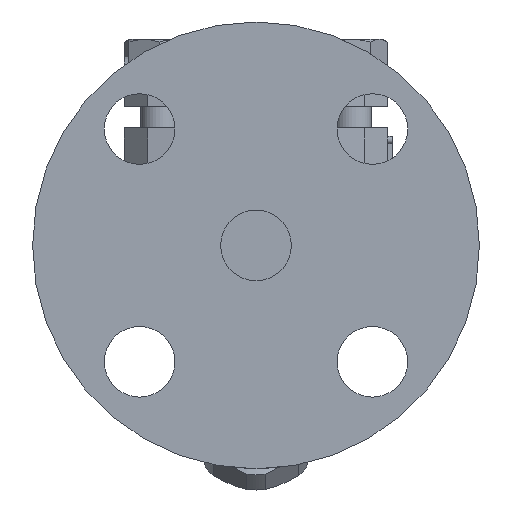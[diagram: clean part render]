
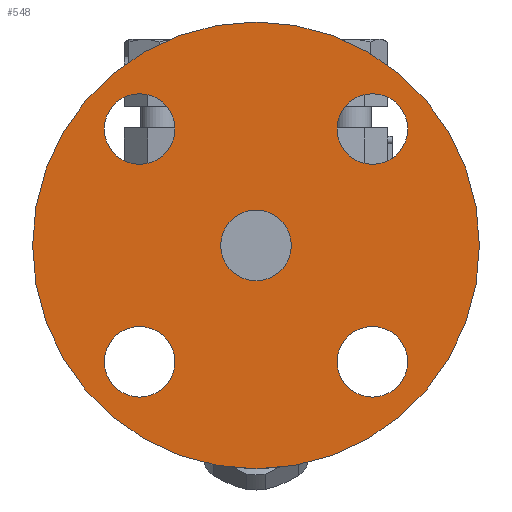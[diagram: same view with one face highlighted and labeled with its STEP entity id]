
A CAD part, left-side view. The second image highlights one B-rep face of the part: STEP entity #548.
In plain terms, the highlighted free-form (B-spline) face has degree [1, 1] with [2, 2] control points.
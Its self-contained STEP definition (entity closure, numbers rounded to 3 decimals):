
#381=CARTESIAN_POINT('',(-70.0,0.0,22.5));
#382=VERTEX_POINT('',#381);
#383=CARTESIAN_POINT('',(-70.0,0.0,-25.));
#384=DIRECTION('',(-1.0,0.0,0.0));
#385=DIRECTION('',(0.0,0.0,1.0));
#386=AXIS2_PLACEMENT_3D('',#383,#384,#385);
#387=CIRCLE('',#386,47.5);
#388=EDGE_CURVE('',#382,#382,#387,.T.);
#404=CARTESIAN_POINT('',(-70.0,-17.249,-49.749));
#405=VERTEX_POINT('',#404);
#406=CARTESIAN_POINT('',(-70.0,-24.749,-49.749));
#407=DIRECTION('',(1.0,0.0,0.0));
#408=DIRECTION('',(0.0,1.0,0.0));
#409=AXIS2_PLACEMENT_3D('',#406,#407,#408);
#410=CIRCLE('',#409,7.5);
#411=EDGE_CURVE('',#405,#405,#410,.T.);
#424=CARTESIAN_POINT('',(-70.0,24.749,-42.249));
#425=VERTEX_POINT('',#424);
#426=CARTESIAN_POINT('',(-70.0,24.749,-49.749));
#427=DIRECTION('',(1.0,0.0,0.0));
#428=DIRECTION('',(0.0,0.0,1.0));
#429=AXIS2_PLACEMENT_3D('',#426,#427,#428);
#430=CIRCLE('',#429,7.5);
#431=EDGE_CURVE('',#425,#425,#430,.T.);
#444=CARTESIAN_POINT('',(-70.0,17.249,-0.251));
#445=VERTEX_POINT('',#444);
#446=CARTESIAN_POINT('',(-70.0,24.749,-0.251));
#447=DIRECTION('',(1.0,0.0,0.0));
#448=DIRECTION('',(0.0,-1.0,0.0));
#449=AXIS2_PLACEMENT_3D('',#446,#447,#448);
#450=CIRCLE('',#449,7.5);
#451=EDGE_CURVE('',#445,#445,#450,.T.);
#464=CARTESIAN_POINT('',(-70.0,-24.749,-7.751));
#465=VERTEX_POINT('',#464);
#466=CARTESIAN_POINT('',(-70.0,-24.749,-0.251));
#467=DIRECTION('',(1.0,0.0,0.0));
#468=DIRECTION('',(0.0,0.0,-1.0));
#469=AXIS2_PLACEMENT_3D('',#466,#467,#468);
#470=CIRCLE('',#469,7.5);
#471=EDGE_CURVE('',#465,#465,#470,.T.);
#502=CARTESIAN_POINT('',(-70.0,0.0,-17.5));
#503=VERTEX_POINT('',#502);
#504=CARTESIAN_POINT('',(-70.0,0.0,-25.));
#505=DIRECTION('',(-1.0,0.0,0.0));
#506=DIRECTION('',(0.0,0.0,1.0));
#507=AXIS2_PLACEMENT_3D('',#504,#505,#506);
#508=CIRCLE('',#507,7.5);
#509=EDGE_CURVE('',#503,#503,#508,.T.);
#525=CARTESIAN_POINT('',(-70.0,47.5,22.5));
#526=CARTESIAN_POINT('',(-70.,47.5,-72.5));
#527=CARTESIAN_POINT('',(-70.0,-47.5,22.5));
#528=CARTESIAN_POINT('',(-70.0,-47.5,-72.5));
#529=B_SPLINE_SURFACE_WITH_KNOTS('',1,1,((#525,#527),(#526,#528)),.UNSPECIFIED.,.F.,.F.,.U.,(2,2),(2,2),(0.0,95.0),(0.0,95.0),.UNSPECIFIED.);
#530=ORIENTED_EDGE('',*,*,#388,.T.);
#531=EDGE_LOOP('',(#530));
#532=FACE_OUTER_BOUND('',#531,.T.);
#533=ORIENTED_EDGE('',*,*,#411,.T.);
#534=EDGE_LOOP('',(#533));
#535=FACE_BOUND('',#534,.T.);
#536=ORIENTED_EDGE('',*,*,#431,.T.);
#537=EDGE_LOOP('',(#536));
#538=FACE_BOUND('',#537,.T.);
#539=ORIENTED_EDGE('',*,*,#451,.T.);
#540=EDGE_LOOP('',(#539));
#541=FACE_BOUND('',#540,.T.);
#542=ORIENTED_EDGE('',*,*,#471,.T.);
#543=EDGE_LOOP('',(#542));
#544=FACE_BOUND('',#543,.T.);
#545=ORIENTED_EDGE('',*,*,#509,.F.);
#546=EDGE_LOOP('',(#545));
#547=FACE_BOUND('',#546,.T.);
#548=ADVANCED_FACE('',(#532,#535,#538,#541,#544,#547),#529,.T.);
